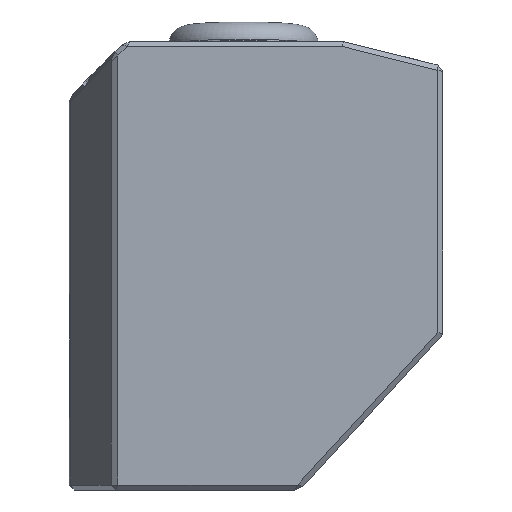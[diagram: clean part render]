
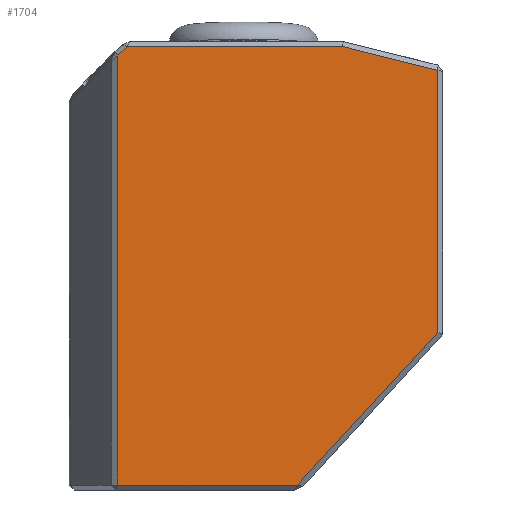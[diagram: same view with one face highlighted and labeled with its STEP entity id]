
A CAD part, front view. The second image highlights one B-rep face of the part: STEP entity #1704.
In plain terms, the highlighted planar face has unit normal (0, -1, 0).
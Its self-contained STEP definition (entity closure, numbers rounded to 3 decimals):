
#125=FACE_OUTER_BOUND('',#227,.T.);
#227=EDGE_LOOP('',(#1291,#1292,#1293,#1294,#1295,#1296,#1297));
#313=LINE('',#2423,#514);
#321=LINE('',#2439,#522);
#324=LINE('',#2445,#525);
#339=LINE('',#2473,#540);
#348=LINE('',#2491,#549);
#362=LINE('',#2518,#563);
#366=LINE('',#2525,#567);
#514=VECTOR('',#1944,10.);
#522=VECTOR('',#1958,10.);
#525=VECTOR('',#1963,10.);
#540=VECTOR('',#1986,10.);
#549=VECTOR('',#2007,10.);
#563=VECTOR('',#2029,10.);
#567=VECTOR('',#2035,10.);
#711=VERTEX_POINT('',#2416);
#713=VERTEX_POINT('',#2422);
#718=VERTEX_POINT('',#2438);
#720=VERTEX_POINT('',#2444);
#729=VERTEX_POINT('',#2471);
#732=VERTEX_POINT('',#2490);
#741=VERTEX_POINT('',#2517);
#864=EDGE_CURVE('',#711,#713,#313,.T.);
#872=EDGE_CURVE('',#718,#711,#321,.T.);
#875=EDGE_CURVE('',#713,#720,#324,.T.);
#890=EDGE_CURVE('',#729,#718,#339,.T.);
#899=EDGE_CURVE('',#720,#732,#348,.T.);
#913=EDGE_CURVE('',#732,#741,#362,.T.);
#917=EDGE_CURVE('',#741,#729,#366,.T.);
#1291=ORIENTED_EDGE('',*,*,#864,.F.);
#1292=ORIENTED_EDGE('',*,*,#872,.F.);
#1293=ORIENTED_EDGE('',*,*,#890,.F.);
#1294=ORIENTED_EDGE('',*,*,#917,.F.);
#1295=ORIENTED_EDGE('',*,*,#913,.F.);
#1296=ORIENTED_EDGE('',*,*,#899,.F.);
#1297=ORIENTED_EDGE('',*,*,#875,.F.);
#1620=PLANE('',#1823);
#1704=ADVANCED_FACE('',(#125),#1620,.F.);
#1823=AXIS2_PLACEMENT_3D('',#2710,#2123,#2124);
#1944=DIRECTION('',(0.,0.,-1.));
#1958=DIRECTION('',(0.97,0.,-0.243));
#1963=DIRECTION('',(-0.677,0.,-0.736));
#1986=DIRECTION('',(1.,0.,0.));
#2007=DIRECTION('',(-1.,0.,0.));
#2029=DIRECTION('',(0.,0.,1.));
#2035=DIRECTION('',(0.707,0.,0.707));
#2123=DIRECTION('center_axis',(0.,1.,0.));
#2124=DIRECTION('ref_axis',(1.,0.,0.));
#2416=CARTESIAN_POINT('',(29.6,0.,33.688));
#2422=CARTESIAN_POINT('',(29.6,0.,12.656));
#2423=CARTESIAN_POINT('',(29.6,0.,26.));
#2438=CARTESIAN_POINT('',(21.951,0.,35.6));
#2439=CARTESIAN_POINT('',(20.727,0.,35.906));
#2444=CARTESIAN_POINT('',(18.324,0.,0.4));
#2445=CARTESIAN_POINT('',(27.638,0.,10.523));
#2471=CARTESIAN_POINT('',(4.666,0.,35.6));
#2473=CARTESIAN_POINT('',(9.75,0.,35.6));
#2490=CARTESIAN_POINT('',(3.9,0.,0.4));
#2491=CARTESIAN_POINT('',(16.75,0.,0.4));
#2517=CARTESIAN_POINT('',(3.9,0.,34.834));
#2518=CARTESIAN_POINT('',(3.9,0.,9.));
#2525=CARTESIAN_POINT('',(0.658,0.,31.592));
#2710=CARTESIAN_POINT('Origin',(15.,0.,18.));
